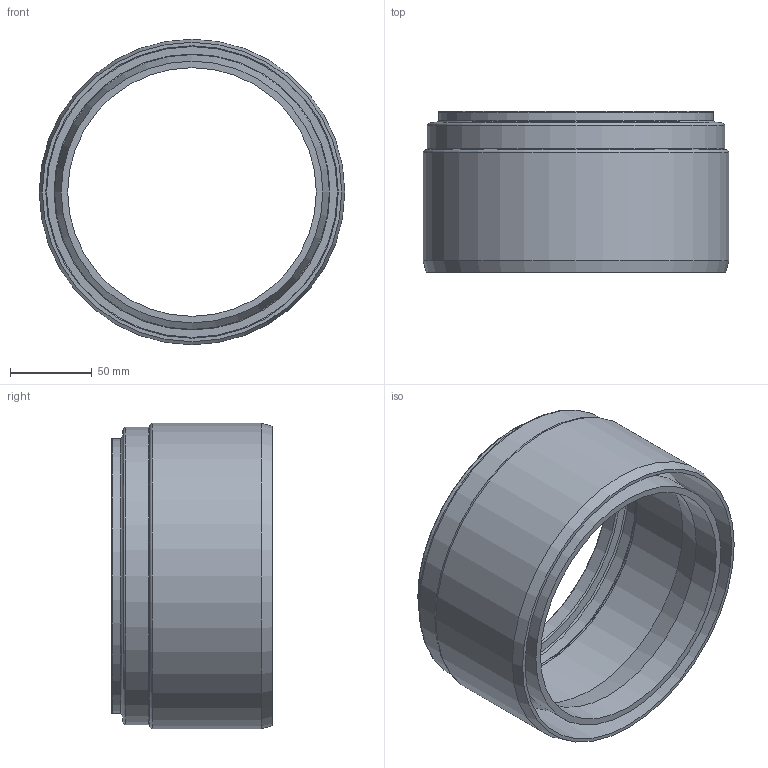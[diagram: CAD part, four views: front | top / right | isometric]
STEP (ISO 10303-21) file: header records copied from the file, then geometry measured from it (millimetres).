
FILE_DESCRIPTION(/* description */ (''),/* implementation_level */ '2;1');
FILE_NAME(/* name */ '222840 KGUSM Anschluss an Steinzeugrohr-Muffe DN_OD 160.stp',/* time_stamp */ '2017-04-18T13:42:47+02:00',/* author */ ('user1'),/* organization */ (''),/* preprocessor_version */ 'ST-DEVELOPER v16.1',/* originating_system */ 'Autodesk Inventor 2016',/* authorisation */ '');
FILE_SCHEMA (('AUTOMOTIVE_DESIGN { 1 0 10303 214 3 1 1 }'));
Length unit declared in the file: millimetre
Products named in the file (1): 222840 KGUSM Anschluss an Steinzeugrohr-Muffe DN_OD 160
Bounding box: 187 x 98.5 x 187 mm (x, y, z)
Volume: 382950 mm3; surface area: 201771.4 mm2
Topology: 1 solids, 1 shells, 34 faces, 63 edges, 34 vertices
Faces by surface type: torus 12, cylinder 11, cone 6, plane 5
Full cylindrical faces by diameter (mm): 152.2 x1, 160.2 x1, 160.7 x1, 161 x2, 167.9 x1, 168.2 x1, 174.8 x1, 179 x1, 182 x1, 187 x1
Entity records: 712 total; most frequent: DIRECTION 138, CARTESIAN_POINT 103, AXIS2_PLACEMENT_3D 69, EDGE_LOOP 68, ORIENTED_EDGE 68, FACE_BOUND 34, FACE_OUTER_BOUND 34, CIRCLE 34
